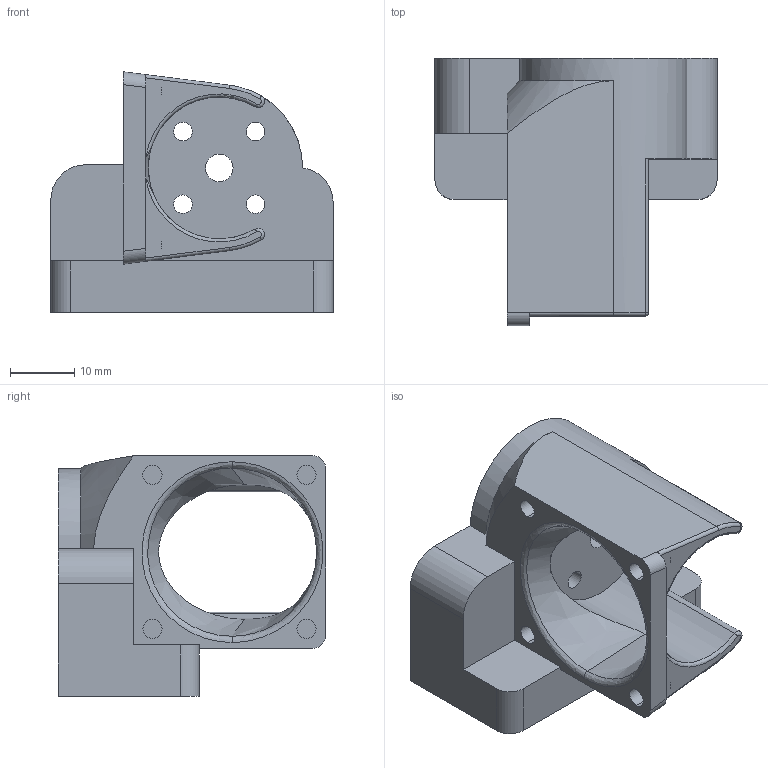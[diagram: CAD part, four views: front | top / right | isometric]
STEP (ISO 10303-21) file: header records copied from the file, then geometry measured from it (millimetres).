
FILE_DESCRIPTION((''),'2;1');
FILE_NAME('DMOOUNT','2020-12-25T08:30:26',('XA'),(''),'CREO PARAMETRIC BY PTC INC, 2020154','CREO PARAMETRIC BY PTC INC, 2020154','');
FILE_SCHEMA(('CONFIG_CONTROL_DESIGN'));
Length unit declared in the file: millimetre
Products named in the file (1): DMOOUNT
Bounding box: 44 x 41.7 x 37.5 mm (x, y, z)
Volume: 23431 mm3; surface area: 9899.6 mm2
Topology: 1 solids, 1 shells, 137 faces, 348 edges, 220 vertices
Faces by surface type: plane 76, cylinder 48, bspline 7, torus 4, cone 2
Entity records: 4945 total; most frequent: CARTESIAN_POINT 1545, DIRECTION 710, ORIENTED_EDGE 696, EDGE_CURVE 348, AXIS2_PLACEMENT_3D 260, VERTEX_POINT 220, VECTOR 190, LINE 190
